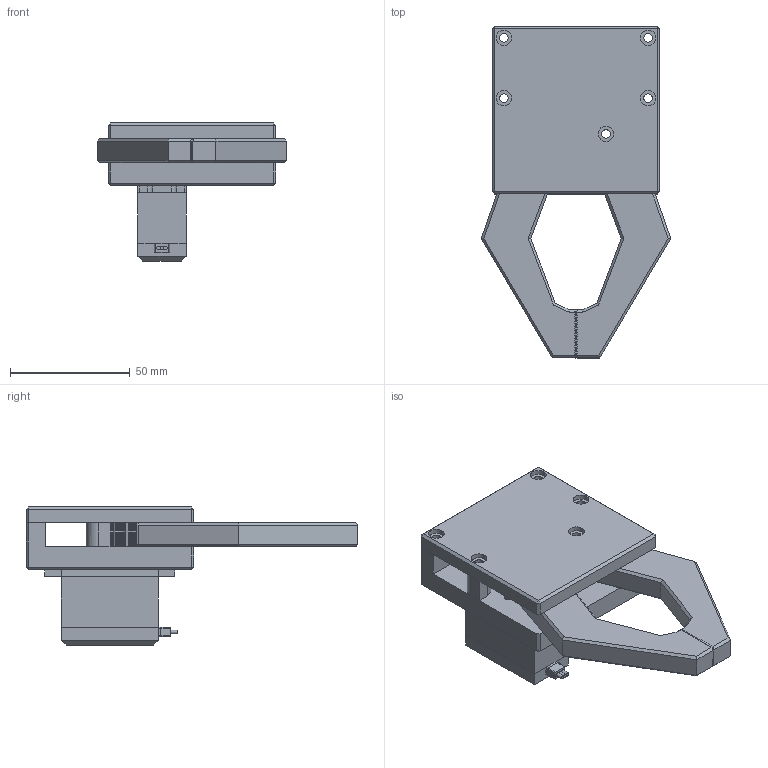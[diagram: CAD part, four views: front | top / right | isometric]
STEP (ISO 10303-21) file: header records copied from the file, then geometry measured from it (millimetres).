
FILE_DESCRIPTION(('STEP AP203'), '1');
FILE_NAME('Ñáîðêà çàõâàòà', '', ('UNSPECIFIED'), ('UNSPECIFIED'), 'C3D Converter', 'C3D Toolkit', '');
FILE_SCHEMA(('CONFIG_CONTROL_DESIGN'));
Length unit declared in the file: millimetre
Products named in the file (7): Servo; FS5109M_palo 2S
Assembly tree (6 placements, depth 2):
  (unnamed)
    (unnamed)
    Servo
    (unnamed)
    FS5109M_palo 2S
    (unnamed)
    (unnamed)
Bounding box: 79.06 x 138.4 x 57.7 mm (x, y, z)
Volume: 147746.9 mm3; surface area: 50688.1 mm2
Topology: 6 solids, 7 shells, 1679 faces, 4820 edges, 3187 vertices
Faces by surface type: plane 1504, cylinder 166, cone 5, bspline 4
Full cylindrical faces by diameter (mm): 1.7 x4, 3 x1, 3.6 x14, 3.657 x1, 4.25 x4, 5.9 x1, 6.5 x5, 6.7 x1, 8.9 x2, 9.3 x1, 11 x1, 13.35 x1
Entity records: 58916 total; most frequent: CARTESIAN_POINT 12299, ORIENTED_EDGE 9566, DIRECTION 8428, EDGE_CURVE 4783, LINE 4430, VECTOR 4430, VERTEX_POINT 3187, AXIS2_PLACEMENT_3D 1999
